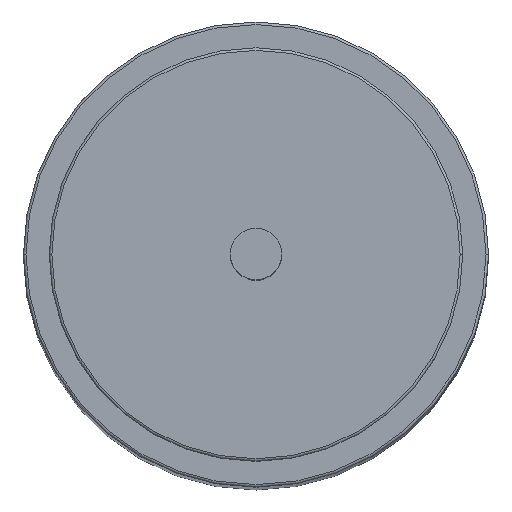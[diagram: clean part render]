
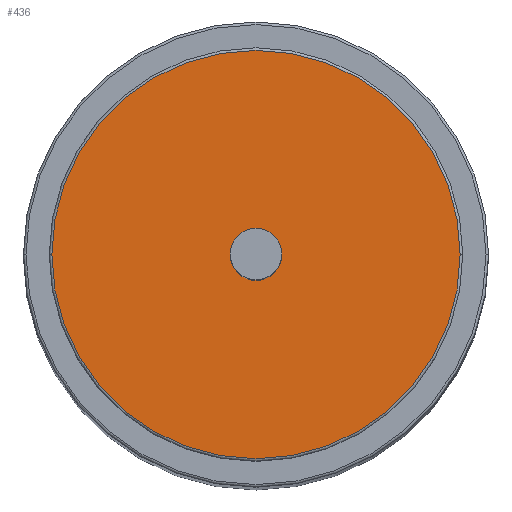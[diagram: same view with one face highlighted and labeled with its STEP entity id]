
A CAD part, top view. The second image highlights one B-rep face of the part: STEP entity #436.
In plain terms, the highlighted planar face has unit normal (0, 0, 1).
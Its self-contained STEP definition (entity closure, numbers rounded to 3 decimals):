
#140=CARTESIAN_POINT('',(0.,0.,63.));
#141=DIRECTION('',(0.,0.,1.));
#142=DIRECTION('',(-1.,0.,0.));
#143=AXIS2_PLACEMENT_3D('',#140,#141,#142);
#145=CARTESIAN_POINT('',(0.,0.,63.));
#146=DIRECTION('',(0.,0.,1.));
#147=DIRECTION('',(1.,0.,0.));
#148=AXIS2_PLACEMENT_3D('',#145,#146,#147);
#150=CARTESIAN_POINT('',(0.,0.,63.));
#151=DIRECTION('',(0.,0.,1.));
#152=DIRECTION('',(1.,0.,0.));
#153=AXIS2_PLACEMENT_3D('',#150,#151,#152);
#155=CARTESIAN_POINT('',(0.,0.,63.));
#156=DIRECTION('',(0.,0.,1.));
#157=DIRECTION('',(-1.,0.,0.));
#158=AXIS2_PLACEMENT_3D('',#155,#156,#157);
#231=CARTESIAN_POINT('',(-7.9,0.,63.));
#232=CARTESIAN_POINT('',(7.9,0.,63.));
#233=VERTEX_POINT('',#231);
#234=VERTEX_POINT('',#232);
#243=CARTESIAN_POINT('',(1.,0.,63.));
#244=CARTESIAN_POINT('',(-1.,0.,63.));
#245=VERTEX_POINT('',#243);
#246=VERTEX_POINT('',#244);
#420=CARTESIAN_POINT('',(0.,0.,63.));
#421=DIRECTION('',(0.,0.,1.));
#422=DIRECTION('',(1.,0.,0.));
#423=AXIS2_PLACEMENT_3D('',#420,#421,#422);
#424=PLANE('',#423);
#426=ORIENTED_EDGE('',*,*,#425,.F.);
#427=ORIENTED_EDGE('',*,*,#403,.F.);
#428=EDGE_LOOP('',(#426,#427));
#429=FACE_OUTER_BOUND('',#428,.F.);
#431=ORIENTED_EDGE('',*,*,#430,.T.);
#433=ORIENTED_EDGE('',*,*,#432,.T.);
#434=EDGE_LOOP('',(#431,#433));
#435=FACE_BOUND('',#434,.F.);
#436=ADVANCED_FACE('',(#429,#435),#424,.T.);
#144=CIRCLE('',#143,7.9);
#149=CIRCLE('',#148,7.9);
#154=CIRCLE('',#153,1.);
#159=CIRCLE('',#158,1.);
#403=EDGE_CURVE('',#234,#233,#149,.T.);
#425=EDGE_CURVE('',#233,#234,#144,.T.);
#430=EDGE_CURVE('',#245,#246,#154,.T.);
#432=EDGE_CURVE('',#246,#245,#159,.T.);
